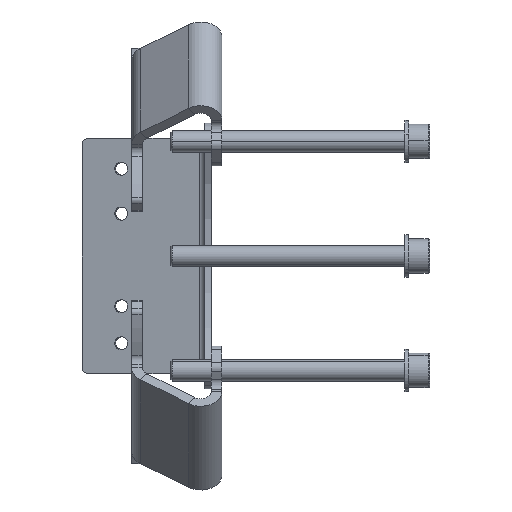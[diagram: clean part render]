
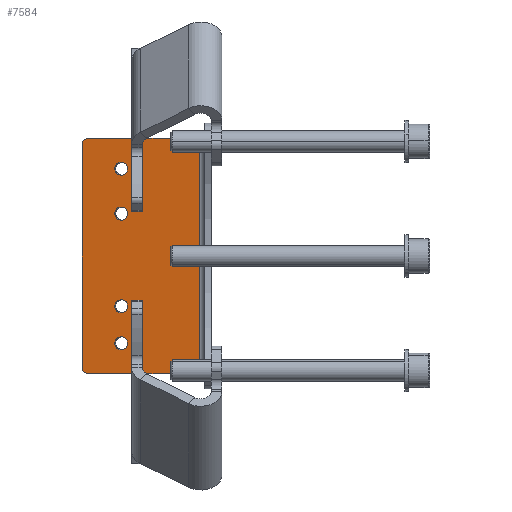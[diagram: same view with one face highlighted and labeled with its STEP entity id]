
A CAD part, left-side view. The second image highlights one B-rep face of the part: STEP entity #7584.
In plain terms, the highlighted planar face has unit normal (-0.985, 0.174, 0).
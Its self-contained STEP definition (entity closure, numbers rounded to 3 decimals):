
#53 = CARTESIAN_POINT ( 'NONE',  ( 116.171, 34.46, 16. ) ) ;
#67 = AXIS2_PLACEMENT_3D ( 'NONE', #8677, #1478, #2720 ) ;
#131 = EDGE_CURVE ( 'NONE', #12051, #9073, #10325, .T. ) ;
#168 = LINE ( 'NONE', #4159, #6957 ) ;
#175 = EDGE_CURVE ( 'NONE', #2795, #2683, #12331, .T. ) ;
#321 = ORIENTED_EDGE ( 'NONE', *, *, #11383, .T. ) ;
#489 = DIRECTION ( 'NONE',  ( -0.174, -0.985, 0. ) ) ;
#535 = AXIS2_PLACEMENT_3D ( 'NONE', #53, #10945, #4045 ) ;
#554 = CARTESIAN_POINT ( 'NONE',  ( 116.171, 34.46, -19. ) ) ;
#619 = DIRECTION ( 'NONE',  ( 0.985, -0.174, 0. ) ) ;
#676 = DIRECTION ( 'NONE',  ( -0.174, -0.985, 0. ) ) ;
#697 = CARTESIAN_POINT ( 'NONE',  ( 116.171, 34.46, 16. ) ) ;
#790 = AXIS2_PLACEMENT_3D ( 'NONE', #8899, #1761, #794 ) ;
#794 = DIRECTION ( 'NONE',  ( -0.174, -0.985, 0. ) ) ;
#802 = VERTEX_POINT ( 'NONE', #6626 ) ;
#997 = EDGE_CURVE ( 'NONE', #8907, #11139, #3247, .T. ) ;
#1074 = ORIENTED_EDGE ( 'NONE', *, *, #6755, .T. ) ;
#1341 = VERTEX_POINT ( 'NONE', #10259 ) ;
#1388 = DIRECTION ( 'NONE',  ( 0.985, -0.174, 0. ) ) ;
#1446 = ORIENTED_EDGE ( 'NONE', *, *, #6125, .T. ) ;
#1478 = DIRECTION ( 'NONE',  ( 0.985, -0.174, 0. ) ) ;
#1540 = ORIENTED_EDGE ( 'NONE', *, *, #10772, .T. ) ;
#1607 = FACE_BOUND ( 'NONE', #12757, .T. ) ;
#1661 = AXIS2_PLACEMENT_3D ( 'NONE', #697, #4427, #8685 ) ;
#1761 = DIRECTION ( 'NONE',  ( -0.985, 0.174, 0. ) ) ;
#1778 = DIRECTION ( 'NONE',  ( 0.985, -0.174, 0. ) ) ;
#1804 = LINE ( 'NONE', #6472, #7370 ) ;
#1816 = ORIENTED_EDGE ( 'NONE', *, *, #9461, .T. ) ;
#1875 = DIRECTION ( 'NONE',  ( 0.985, -0.174, 0. ) ) ;
#2511 = ORIENTED_EDGE ( 'NONE', *, *, #131, .F. ) ;
#2519 = CIRCLE ( 'NONE', #3767, 2.5 ) ;
#2559 = ORIENTED_EDGE ( 'NONE', *, *, #997, .T. ) ;
#2683 = VERTEX_POINT ( 'NONE', #4114 ) ;
#2720 = DIRECTION ( 'NONE',  ( -0.174, -0.985, 0. ) ) ;
#2753 = VERTEX_POINT ( 'NONE', #10522 ) ;
#2785 = AXIS2_PLACEMENT_3D ( 'NONE', #3635, #1388, #11417 ) ;
#2795 = VERTEX_POINT ( 'NONE', #11708 ) ;
#3091 = CIRCLE ( 'NONE', #7268, 2.5 ) ;
#3247 = CIRCLE ( 'NONE', #10593, 2.5 ) ;
#3278 = VERTEX_POINT ( 'NONE', #3730 ) ;
#3368 = DIRECTION ( 'NONE',  ( -0.174, -0.985, 0. ) ) ;
#3433 = VERTEX_POINT ( 'NONE', #3727 ) ;
#3565 = FACE_BOUND ( 'NONE', #9810, .T. ) ;
#3597 = EDGE_LOOP ( 'NONE', ( #8826, #6564 ) ) ;
#3635 = CARTESIAN_POINT ( 'NONE',  ( 116.171, 34.46, 33. ) ) ;
#3727 = CARTESIAN_POINT ( 'NONE',  ( 115.737, 31.998, -33. ) ) ;
#3730 = CARTESIAN_POINT ( 'NONE',  ( 118.342, 46.77, 44.5 ) ) ;
#3739 = EDGE_CURVE ( 'NONE', #802, #1341, #3757, .T. ) ;
#3757 = CIRCLE ( 'NONE', #1661, 2.5 ) ;
#3767 = AXIS2_PLACEMENT_3D ( 'NONE', #5453, #7483, #11498 ) ;
#3818 = VECTOR ( 'NONE', #6112, 1000. ) ;
#4045 = DIRECTION ( 'NONE',  ( -0.174, -0.985, 0. ) ) ;
#4088 = CARTESIAN_POINT ( 'NONE',  ( 118.776, 49.232, -44.5 ) ) ;
#4109 = EDGE_CURVE ( 'NONE', #2753, #3433, #2519, .T. ) ;
#4110 = DIRECTION ( 'NONE',  ( 0.985, -0.174, 0. ) ) ;
#4114 = CARTESIAN_POINT ( 'NONE',  ( 116.606, 36.922, -19. ) ) ;
#4159 = CARTESIAN_POINT ( 'NONE',  ( 118.776, 49.232, 44.5 ) ) ;
#4414 = DIRECTION ( 'NONE',  ( 0., 0., 1. ) ) ;
#4427 = DIRECTION ( 'NONE',  ( 0.985, -0.174, 0. ) ) ;
#4815 = DIRECTION ( 'NONE',  ( 0., 0., 1. ) ) ;
#4969 = AXIS2_PLACEMENT_3D ( 'NONE', #11491, #1778, #676 ) ;
#5163 = CARTESIAN_POINT ( 'NONE',  ( 118.776, 49.232, -42. ) ) ;
#5453 = CARTESIAN_POINT ( 'NONE',  ( 116.171, 34.46, -33. ) ) ;
#5533 = FACE_BOUND ( 'NONE', #3597, .T. ) ;
#5678 = VERTEX_POINT ( 'NONE', #10636 ) ;
#5680 = ORIENTED_EDGE ( 'NONE', *, *, #175, .T. ) ;
#5810 = CARTESIAN_POINT ( 'NONE',  ( 116.171, 34.46, -33. ) ) ;
#6088 = EDGE_CURVE ( 'NONE', #5678, #11479, #1804, .T. ) ;
#6112 = DIRECTION ( 'NONE',  ( -0.174, -0.985, 0. ) ) ;
#6125 = EDGE_CURVE ( 'NONE', #11598, #5678, #8878, .T. ) ;
#6129 = AXIS2_PLACEMENT_3D ( 'NONE', #8786, #6812, #8648 ) ;
#6130 = DIRECTION ( 'NONE',  ( -0.174, -0.985, 0. ) ) ;
#6216 = CIRCLE ( 'NONE', #4969, 2.5 ) ;
#6321 = CARTESIAN_POINT ( 'NONE',  ( 116.171, 34.46, 33. ) ) ;
#6422 = CIRCLE ( 'NONE', #790, 2.5 ) ;
#6472 = CARTESIAN_POINT ( 'NONE',  ( 110.962, 4.916, -44.5 ) ) ;
#6564 = ORIENTED_EDGE ( 'NONE', *, *, #4109, .T. ) ;
#6626 = CARTESIAN_POINT ( 'NONE',  ( 115.737, 31.998, 16. ) ) ;
#6755 = EDGE_CURVE ( 'NONE', #12051, #11598, #12441, .T. ) ;
#6812 = DIRECTION ( 'NONE',  ( -0.985, 0.174, 0. ) ) ;
#6915 = CARTESIAN_POINT ( 'NONE',  ( 116.606, 36.922, 33. ) ) ;
#6957 = VECTOR ( 'NONE', #3368, 1000. ) ;
#7115 = ORIENTED_EDGE ( 'NONE', *, *, #7443, .F. ) ;
#7268 = AXIS2_PLACEMENT_3D ( 'NONE', #5810, #1875, #12849 ) ;
#7370 = VECTOR ( 'NONE', #4815, 1000. ) ;
#7443 = EDGE_CURVE ( 'NONE', #3278, #11479, #168, .T. ) ;
#7480 = ORIENTED_EDGE ( 'NONE', *, *, #6088, .T. ) ;
#7483 = DIRECTION ( 'NONE',  ( 0.985, -0.174, 0. ) ) ;
#7492 = FACE_BOUND ( 'NONE', #11646, .T. ) ;
#7584 = ADVANCED_FACE ( 'NONE', ( #1607, #7492, #3565, #5533, #9595 ), #9660, .F. ) ;
#7631 = EDGE_CURVE ( 'NONE', #11139, #8907, #10754, .T. ) ;
#8473 = CIRCLE ( 'NONE', #535, 2.5 ) ;
#8648 = DIRECTION ( 'NONE',  ( -0.174, -0.985, 0. ) ) ;
#8677 = CARTESIAN_POINT ( 'NONE',  ( 118.776, 49.232, -44.5 ) ) ;
#8685 = DIRECTION ( 'NONE',  ( -0.174, -0.985, 0. ) ) ;
#8786 = CARTESIAN_POINT ( 'NONE',  ( 118.342, 46.77, -42. ) ) ;
#8819 = ORIENTED_EDGE ( 'NONE', *, *, #7631, .T. ) ;
#8826 = ORIENTED_EDGE ( 'NONE', *, *, #11132, .T. ) ;
#8878 = LINE ( 'NONE', #4088, #3818 ) ;
#8899 = CARTESIAN_POINT ( 'NONE',  ( 118.342, 46.77, 42. ) ) ;
#8907 = VERTEX_POINT ( 'NONE', #12617 ) ;
#9073 = VERTEX_POINT ( 'NONE', #12943 ) ;
#9396 = ORIENTED_EDGE ( 'NONE', *, *, #3739, .T. ) ;
#9461 = EDGE_CURVE ( 'NONE', #1341, #802, #8473, .T. ) ;
#9595 = FACE_OUTER_BOUND ( 'NONE', #12625, .T. ) ;
#9660 = PLANE ( 'NONE',  #67 ) ;
#9810 = EDGE_LOOP ( 'NONE', ( #2559, #8819 ) ) ;
#9972 = CARTESIAN_POINT ( 'NONE',  ( 110.962, 4.916, 44.5 ) ) ;
#10259 = CARTESIAN_POINT ( 'NONE',  ( 116.606, 36.922, 16. ) ) ;
#10325 = LINE ( 'NONE', #11503, #11917 ) ;
#10522 = CARTESIAN_POINT ( 'NONE',  ( 116.606, 36.922, -33. ) ) ;
#10593 = AXIS2_PLACEMENT_3D ( 'NONE', #6321, #4110, #6130 ) ;
#10636 = CARTESIAN_POINT ( 'NONE',  ( 110.962, 4.916, -44.5 ) ) ;
#10667 = AXIS2_PLACEMENT_3D ( 'NONE', #554, #619, #489 ) ;
#10754 = CIRCLE ( 'NONE', #2785, 2.5 ) ;
#10772 = EDGE_CURVE ( 'NONE', #3278, #9073, #6422, .T. ) ;
#10945 = DIRECTION ( 'NONE',  ( 0.985, -0.174, 0. ) ) ;
#11132 = EDGE_CURVE ( 'NONE', #3433, #2753, #3091, .T. ) ;
#11139 = VERTEX_POINT ( 'NONE', #6915 ) ;
#11383 = EDGE_CURVE ( 'NONE', #2683, #2795, #6216, .T. ) ;
#11417 = DIRECTION ( 'NONE',  ( -0.174, -0.985, 0. ) ) ;
#11479 = VERTEX_POINT ( 'NONE', #9972 ) ;
#11491 = CARTESIAN_POINT ( 'NONE',  ( 116.171, 34.46, -19. ) ) ;
#11498 = DIRECTION ( 'NONE',  ( -0.174, -0.985, 0. ) ) ;
#11503 = CARTESIAN_POINT ( 'NONE',  ( 118.776, 49.232, -44.5 ) ) ;
#11598 = VERTEX_POINT ( 'NONE', #12207 ) ;
#11646 = EDGE_LOOP ( 'NONE', ( #5680, #321 ) ) ;
#11708 = CARTESIAN_POINT ( 'NONE',  ( 115.737, 31.998, -19. ) ) ;
#11917 = VECTOR ( 'NONE', #4414, 1000. ) ;
#12051 = VERTEX_POINT ( 'NONE', #5163 ) ;
#12207 = CARTESIAN_POINT ( 'NONE',  ( 118.342, 46.77, -44.5 ) ) ;
#12331 = CIRCLE ( 'NONE', #10667, 2.5 ) ;
#12441 = CIRCLE ( 'NONE', #6129, 2.5 ) ;
#12617 = CARTESIAN_POINT ( 'NONE',  ( 115.737, 31.998, 33. ) ) ;
#12625 = EDGE_LOOP ( 'NONE', ( #2511, #1074, #1446, #7480, #7115, #1540 ) ) ;
#12757 = EDGE_LOOP ( 'NONE', ( #9396, #1816 ) ) ;
#12849 = DIRECTION ( 'NONE',  ( -0.174, -0.985, 0. ) ) ;
#12943 = CARTESIAN_POINT ( 'NONE',  ( 118.776, 49.232, 42. ) ) ;
